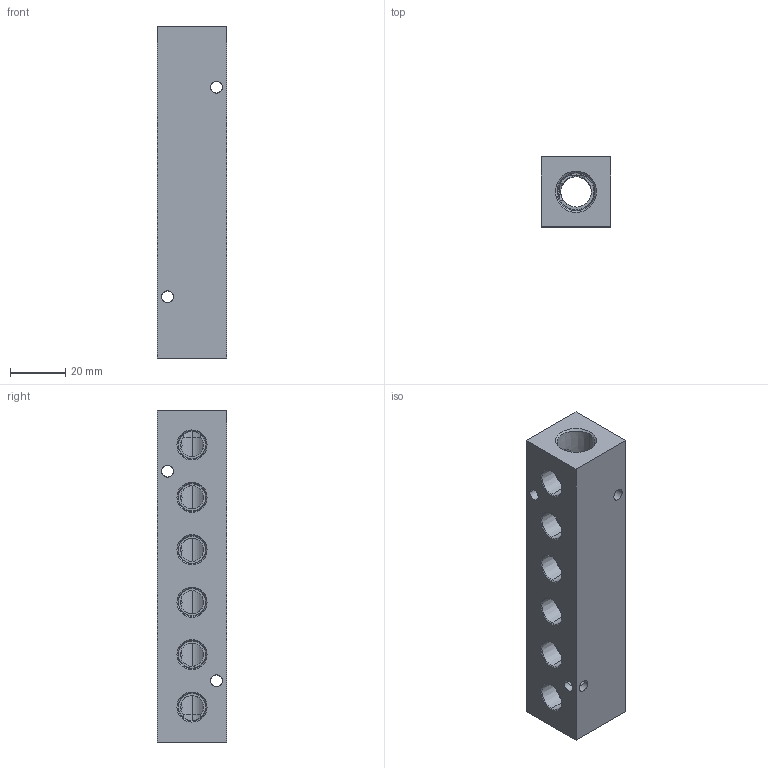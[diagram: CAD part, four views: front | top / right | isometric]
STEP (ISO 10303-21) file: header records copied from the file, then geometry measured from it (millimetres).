
FILE_DESCRIPTION (( 'STEP AP203' ), '1' );
FILE_NAME ('MRA-6CB-90.step', '2015-12-02T21:09:44', ( '' ), ( '' ), 'SwSTEP 2.0', 'SolidWorks 2015', '' );
FILE_SCHEMA (( 'CONFIG_CONTROL_DESIGN' ));
Length unit declared in the file: inch
Products named in the file (1): MRA-6CB-90
Bounding box: 25.4 x 25.4 x 120.65 mm (x, y, z)
Volume: 56772.3 mm3; surface area: 20112.1 mm2
Topology: 1 solids, 1 shells, 120 faces, 327 edges, 201 vertices
Faces by surface type: cone 56, cylinder 42, plane 22
Entity records: 4647 total; most frequent: CARTESIAN_POINT 1552, ORIENTED_EDGE 654, DIRECTION 618, EDGE_CURVE 327, AXIS2_PLACEMENT_3D 251, VERTEX_POINT 201, EDGE_LOOP 150, CIRCLE 130
